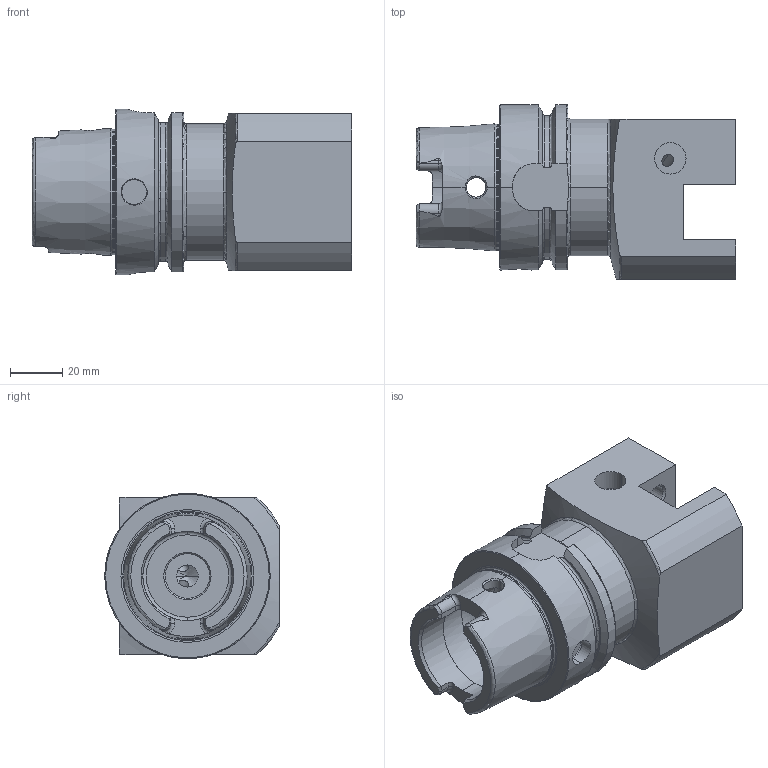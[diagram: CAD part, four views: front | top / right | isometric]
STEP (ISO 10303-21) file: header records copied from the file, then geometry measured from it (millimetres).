
FILE_DESCRIPTION (( 'STEP AP203' ), '1' );
FILE_NAME ('HA6-V20.N11.090.STEP', '2014-11-14T13:12:42', ( 'SWIAdmin' ), ( 'Hewlett-Packard Company' ), 'SwSTEP 2.0', 'SolidWorks 2012', '' );
FILE_SCHEMA (( 'CONFIG_CONTROL_DESIGN' ));
Length unit declared in the file: millimetre
Products named in the file (1): HA6-V20.N11.090
Bounding box: 121.9 x 66.5 x 63 mm (x, y, z)
Volume: 251424 mm3; surface area: 43523.4 mm2
Topology: 1 solids, 1 shells, 194 faces, 517 edges, 324 vertices
Faces by surface type: cylinder 61, plane 53, cone 39, torus 37, bspline 4
Entity records: 7386 total; most frequent: CARTESIAN_POINT 2610, ORIENTED_EDGE 1030, DIRECTION 948, EDGE_CURVE 515, AXIS2_PLACEMENT_3D 385, VERTEX_POINT 324, EDGE_LOOP 209, FACE_OUTER_BOUND 194
